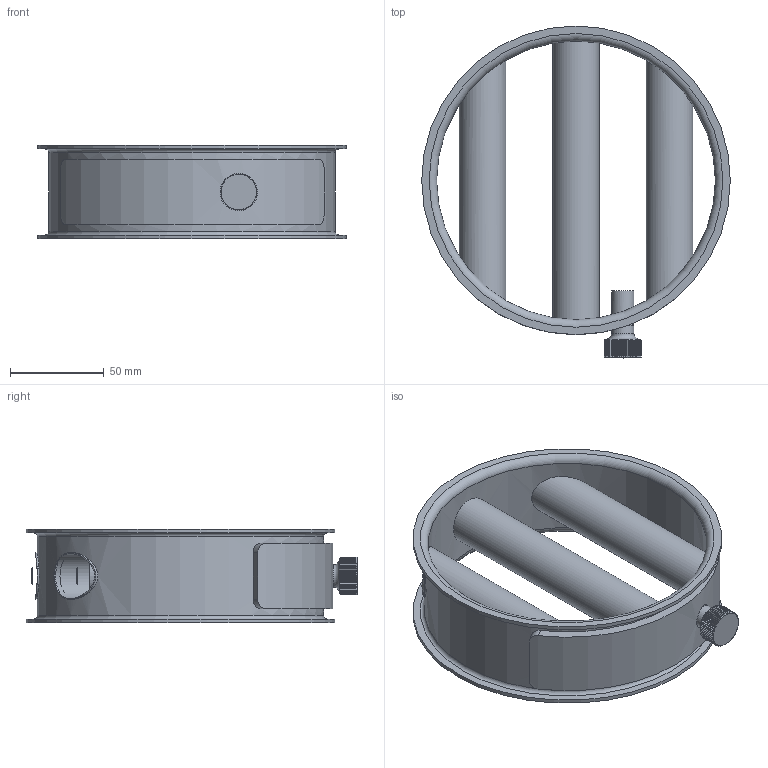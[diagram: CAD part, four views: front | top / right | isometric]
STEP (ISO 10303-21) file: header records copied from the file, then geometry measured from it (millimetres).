
FILE_DESCRIPTION(/* description */ (''),/* implementation_level */ '2;1');
FILE_NAME(/* name */ 'SEMR015078 B.stp',/* time_stamp */ '2019-05-21T08:34:15+02:00',/* author */ ('cr'),/* organization */ (''),/* preprocessor_version */ 'ST-DEVELOPER v17.2',/* originating_system */ 'Autodesk Inventor 2019',/* authorisation */ '');
FILE_SCHEMA (('AUTOMOTIVE_DESIGN { 1 0 10303 214 3 1 1 }'));
Length unit declared in the file: millimetre
Products named in the file (1): Part1
Bounding box: 165 x 177.4 x 50 mm (x, y, z)
Volume: 149725.8 mm3; surface area: 169201.8 mm2
Topology: 3 solids, 8 shells, 355 faces, 988 edges, 672 vertices
Faces by surface type: plane 183, cylinder 135, cone 22, torus 9, bspline 6
Full cylindrical faces by diameter (mm): 4 x3, 4.917 x1, 5.5 x1, 6 x2, 6.1 x1, 12 x5, 12.2 x3, 20 x3, 22 x3, 23 x3, 24 x3, 25 x6, 149 x1, 153 x1, 165 x2
Entity records: 13841 total; most frequent: CARTESIAN_POINT 4889, ORIENTED_EDGE 1974, DIRECTION 1624, EDGE_CURVE 987, VERTEX_POINT 675, AXIS2_PLACEMENT_3D 648, EDGE_LOOP 408, STYLED_ITEM 358
